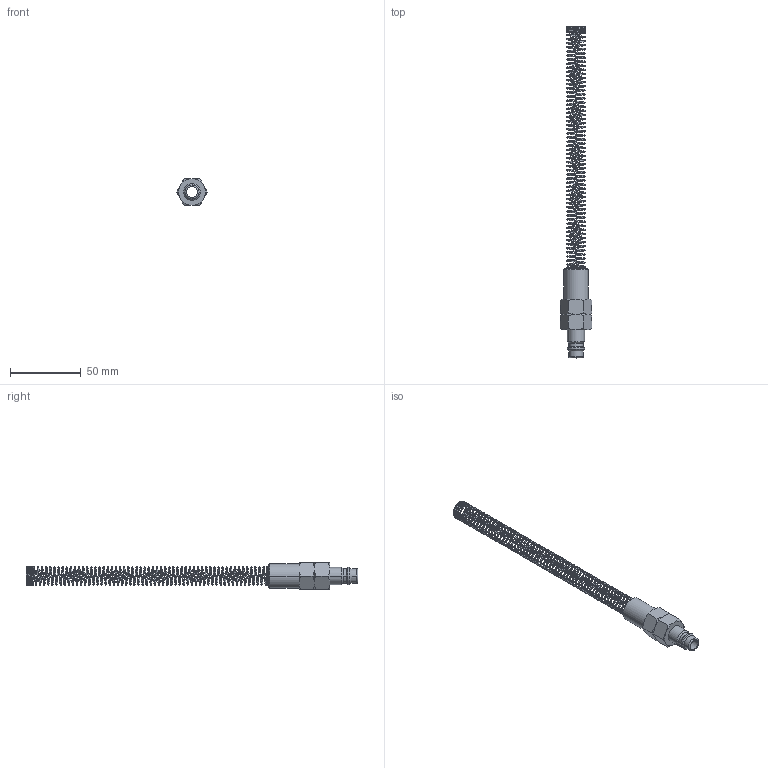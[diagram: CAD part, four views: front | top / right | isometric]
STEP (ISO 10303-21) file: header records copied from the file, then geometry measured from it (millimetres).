
FILE_DESCRIPTION(('STEP AP214'),'1');
FILE_NAME('esi_812_sqf.stp','2020-03-05T08:54:37',('TraceParts'),('TraceParts S.A.'),'Spatial InterOp 3D',' ',' ');
FILE_SCHEMA(('automotive_design'));
Length unit declared in the file: millimetre
Products named in the file (1): 1
Bounding box: 21.94 x 234 x 19 mm (x, y, z)
Volume: 11735.5 mm3; surface area: 11413.8 mm2
Topology: 1 solids, 1 shells, 77 faces, 165 edges, 95 vertices
Faces by surface type: cone 40, plane 19, cylinder 14, bspline 2, torus 2
Entity records: 64686 total; most frequent: CARTESIAN_POINT 62502, DIRECTION 332, ORIENTED_EDGE 330, EDGE_CURVE 165, AXIS2_PLACEMENT_3D 145, VERTEX_POINT 95, EDGE_LOOP 84, STYLED_ITEM 77
